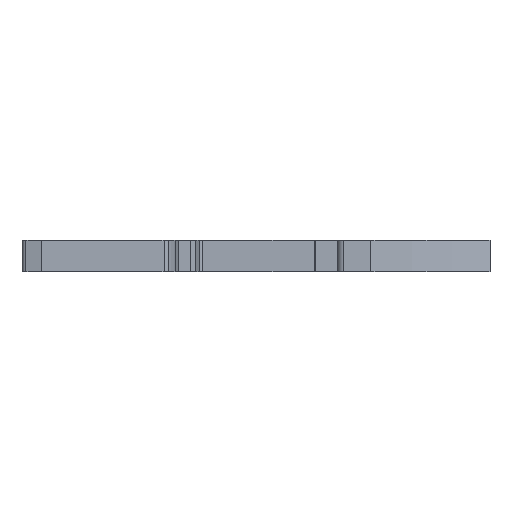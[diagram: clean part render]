
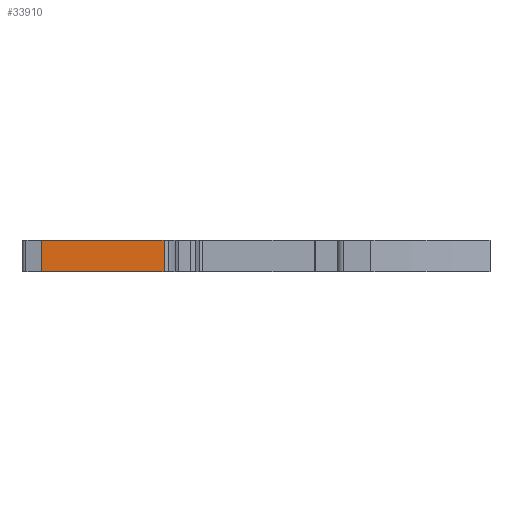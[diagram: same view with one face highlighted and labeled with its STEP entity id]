
A CAD part, front view. The second image highlights one B-rep face of the part: STEP entity #33910.
In plain terms, the highlighted planar face has unit normal (0, -1, 0).
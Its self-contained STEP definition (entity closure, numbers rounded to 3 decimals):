
#4380=CARTESIAN_POINT('',(-18.3,1.3,
6.2));
#4390=VERTEX_POINT('',#4380);
#4420=CARTESIAN_POINT('',(0.,1.3,
6.2));
#4430=DIRECTION('',(-1.,0.,0.));
#4440=VECTOR('',#4430,1.);
#4450=LINE('',#4420,#4440);
#4460=CARTESIAN_POINT('',(-42.75,1.3,
6.2));
#4470=VERTEX_POINT('',#4460);
#4480=EDGE_CURVE('',#4390,#4470,#4450,.T.);
#33470=CARTESIAN_POINT('',(-18.3,1.3,
-0.1));
#33480=VERTEX_POINT('',#33470);
#33510=CARTESIAN_POINT('',(-18.3,1.3,
6.2));
#33520=DIRECTION('',(0.,0.,1.));
#33530=VECTOR('',#33520,1.);
#33540=LINE('',#33510,#33530);
#33550=EDGE_CURVE('',#33480,#4390,#33540,.T.);
#33680=CARTESIAN_POINT('',(-42.75,1.3,
6.2));
#33690=DIRECTION('',(0.,-1.,-0.));
#33700=DIRECTION('',(-1.,0.,0.));
#33710=AXIS2_PLACEMENT_3D('',#33680,#33690,#33700);
#33720=PLANE('',#33710);
#33730=ORIENTED_EDGE('',*,*,#33550,.T.);
#33740=CARTESIAN_POINT('',(0.,1.3,
-0.1));
#33750=DIRECTION('',(1.,0.,0.));
#33760=VECTOR('',#33750,1.);
#33770=LINE('',#33740,#33760);
#33780=CARTESIAN_POINT('',(-42.75,1.3,
-0.1));
#33790=VERTEX_POINT('',#33780);
#33800=EDGE_CURVE('',#33790,#33480,#33770,.T.);
#33810=ORIENTED_EDGE('',*,*,#33800,.T.);
#33820=CARTESIAN_POINT('',(-42.75,1.3,
-5.5));
#33830=DIRECTION('',(0.,0.,-1.));
#33840=VECTOR('',#33830,1.);
#33850=LINE('',#33820,#33840);
#33860=EDGE_CURVE('',#4470,#33790,#33850,.T.);
#33870=ORIENTED_EDGE('',*,*,#33860,.T.);
#33880=ORIENTED_EDGE('',*,*,#4480,.T.);
#33890=EDGE_LOOP('',(#33880,#33870,#33810,#33730));
#33900=FACE_OUTER_BOUND('',#33890,.T.);
#33910=ADVANCED_FACE('',(#33900),#33720,.T.);
